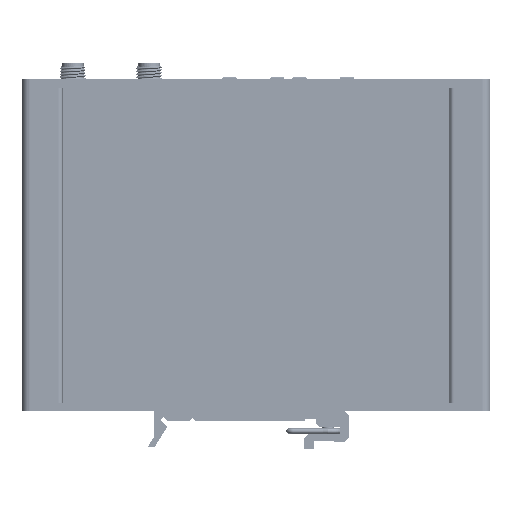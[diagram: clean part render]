
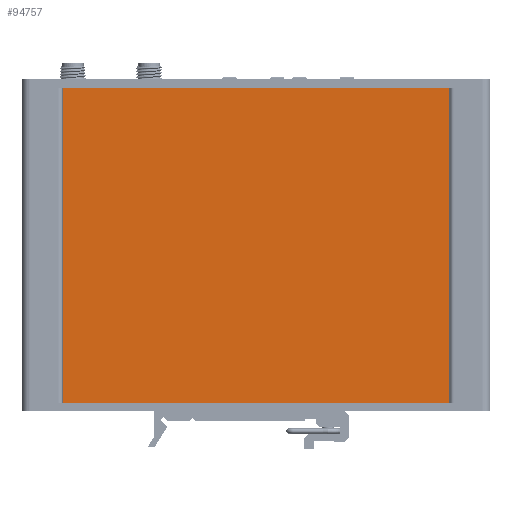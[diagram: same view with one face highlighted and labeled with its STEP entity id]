
A CAD part, front view. The second image highlights one B-rep face of the part: STEP entity #94757.
In plain terms, the highlighted planar face has unit normal (0, -1, 0).
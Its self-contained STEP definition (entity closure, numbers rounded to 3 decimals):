
#28280 = AXIS2_PLACEMENT_3D ( 'NONE', #212178, #114103, #64341 ) ;
#31096 = FACE_OUTER_BOUND ( 'NONE', #104117, .T. ) ;
#40973 = CARTESIAN_POINT ( 'NONE',  ( 46.8, -20., 0. ) ) ;
#44659 = ORIENTED_EDGE ( 'NONE', *, *, #180599, .F. ) ;
#62581 = VERTEX_POINT ( 'NONE', #78380 ) ;
#64341 = DIRECTION ( 'NONE',  ( 0., 0., 1. ) ) ;
#75899 = CARTESIAN_POINT ( 'NONE',  ( -46.8, -20., 76.3 ) ) ;
#76028 = CARTESIAN_POINT ( 'NONE',  ( 46.8, -20., 76.3 ) ) ;
#78380 = CARTESIAN_POINT ( 'NONE',  ( -46.8, -20., 76.3 ) ) ;
#87100 = VECTOR ( 'NONE', #199067, 1000. ) ;
#94757 = ADVANCED_FACE ( 'NONE', ( #31096 ), #286466, .F. ) ;
#102662 = ORIENTED_EDGE ( 'NONE', *, *, #226750, .T. ) ;
#104117 = EDGE_LOOP ( 'NONE', ( #102662, #132045, #44659, #137636 ) ) ;
#114103 = DIRECTION ( 'NONE',  ( 0., 1., 0. ) ) ;
#131368 = DIRECTION ( 'NONE',  ( 1., 0., 0. ) ) ;
#132045 = ORIENTED_EDGE ( 'NONE', *, *, #144276, .F. ) ;
#137636 = ORIENTED_EDGE ( 'NONE', *, *, #298929, .T. ) ;
#144276 = EDGE_CURVE ( 'NONE', #266749, #151402, #242249, .T. ) ;
#151402 = VERTEX_POINT ( 'NONE', #40973 ) ;
#156899 = LINE ( 'NONE', #201537, #299335 ) ;
#158112 = DIRECTION ( 'NONE',  ( 1., 0., 0. ) ) ;
#161265 = CARTESIAN_POINT ( 'NONE',  ( -46.8, -20., 76.3 ) ) ;
#163743 = VECTOR ( 'NONE', #158112, 1000. ) ;
#179781 = LINE ( 'NONE', #75899, #87100 ) ;
#180599 = EDGE_CURVE ( 'NONE', #62581, #266749, #259911, .T. ) ;
#199067 = DIRECTION ( 'NONE',  ( 0., 0., -1. ) ) ;
#201537 = CARTESIAN_POINT ( 'NONE',  ( -46.8, -20., 0. ) ) ;
#203613 = VECTOR ( 'NONE', #279939, 1000. ) ;
#212178 = CARTESIAN_POINT ( 'NONE',  ( -46.8, -20., 76.3 ) ) ;
#226750 = EDGE_CURVE ( 'NONE', #314513, #151402, #156899, .T. ) ;
#237680 = CARTESIAN_POINT ( 'NONE',  ( 46.8, -20., 76.3 ) ) ;
#242249 = LINE ( 'NONE', #76028, #203613 ) ;
#259911 = LINE ( 'NONE', #161265, #163743 ) ;
#266749 = VERTEX_POINT ( 'NONE', #237680 ) ;
#279939 = DIRECTION ( 'NONE',  ( 0., 0., -1. ) ) ;
#286466 = PLANE ( 'NONE',  #28280 ) ;
#298929 = EDGE_CURVE ( 'NONE', #62581, #314513, #179781, .T. ) ;
#299335 = VECTOR ( 'NONE', #131368, 1000. ) ;
#314513 = VERTEX_POINT ( 'NONE', #315089 ) ;
#315089 = CARTESIAN_POINT ( 'NONE',  ( -46.8, -20., 0. ) ) ;
